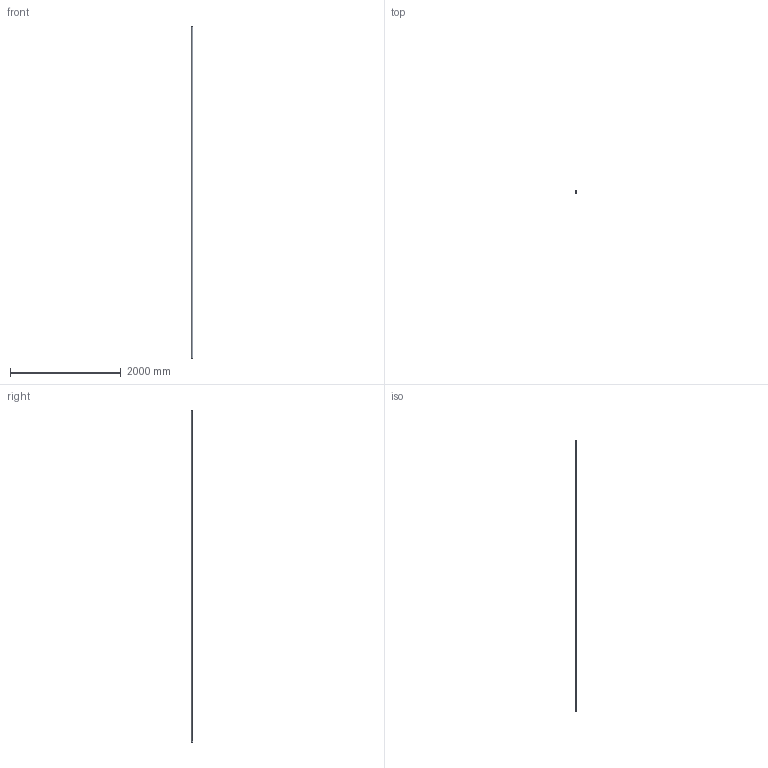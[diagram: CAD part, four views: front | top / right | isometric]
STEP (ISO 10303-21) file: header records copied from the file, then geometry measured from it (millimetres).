
FILE_DESCRIPTION (( 'STEP AP203' ), '1' );
FILE_NAME ('55110-STG.step', '2021-12-22T10:32:58', ( '' ), ( '' ), 'SwSTEP 2.0', 'SolidWorks 2018', '' );
FILE_SCHEMA (( 'CONFIG_CONTROL_DESIGN' ));
Length unit declared in the file: millimetre
Products named in the file (2): 55110-STG
Bounding box: 26.9 x 26.9 x 6000 mm (x, y, z)
Volume: 938707.3 mm3; surface area: 939030.1 mm2
Topology: 1 solids, 1 shells, 226 faces, 611 edges, 400 vertices
Faces by surface type: plane 98, bspline 97, cylinder 31
Entity records: 11118 total; most frequent: CARTESIAN_POINT 5936, ORIENTED_EDGE 1222, DIRECTION 747, EDGE_CURVE 611, VERTEX_POINT 400, LINE 297, VECTOR 297, EDGE_LOOP 241
